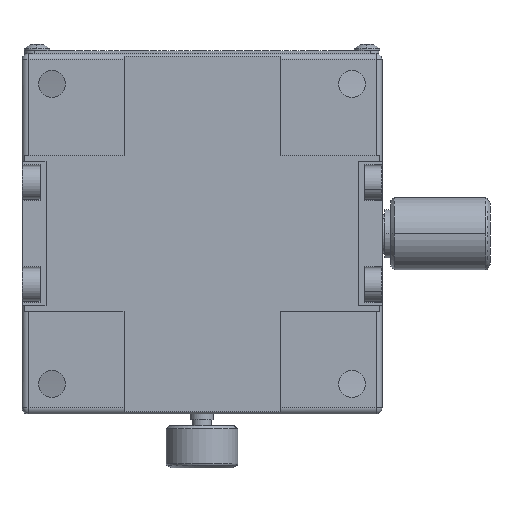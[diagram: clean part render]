
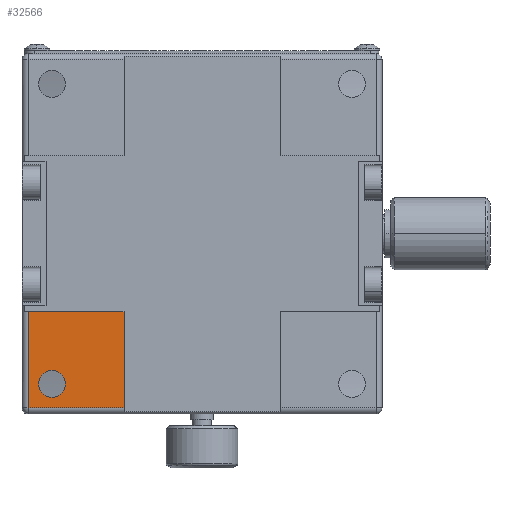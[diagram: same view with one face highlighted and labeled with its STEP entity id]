
A CAD part, front view. The second image highlights one B-rep face of the part: STEP entity #32566.
In plain terms, the highlighted planar face has unit normal (0, -1, 0).
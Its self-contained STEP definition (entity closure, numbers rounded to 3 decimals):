
#470 = VERTEX_POINT ( 'NONE', #33620 ) ;
#974 = EDGE_CURVE ( 'NONE', #2927, #18679, #32483, .T. ) ;
#1543 = ORIENTED_EDGE ( 'NONE', *, *, #11315, .T. ) ;
#2357 = VECTOR ( 'NONE', #27933, 1000. ) ;
#2927 = VERTEX_POINT ( 'NONE', #15224 ) ;
#3412 = DIRECTION ( 'NONE',  ( 1., 0., 0. ) ) ;
#3761 = EDGE_LOOP ( 'NONE', ( #6085, #21573 ) ) ;
#6085 = ORIENTED_EDGE ( 'NONE', *, *, #974, .T. ) ;
#7161 = PLANE ( 'NONE',  #25563 ) ;
#8317 = EDGE_LOOP ( 'NONE', ( #35848, #1543, #15947, #33347 ) ) ;
#9079 = EDGE_CURVE ( 'NONE', #28664, #470, #11148, .T. ) ;
#9253 = LINE ( 'NONE', #25510, #31878 ) ;
#11012 = CARTESIAN_POINT ( 'NONE',  ( -24.797, -25.392, -27.25 ) ) ;
#11148 = LINE ( 'NONE', #16537, #2357 ) ;
#11315 = EDGE_CURVE ( 'NONE', #470, #13659, #31775, .T. ) ;
#12771 = DIRECTION ( 'NONE',  ( 1., 0., 0. ) ) ;
#12784 = CARTESIAN_POINT ( 'NONE',  ( -12.797, -25.392, -30. ) ) ;
#13254 = AXIS2_PLACEMENT_3D ( 'NONE', #16866, #28811, #25459 ) ;
#13659 = VERTEX_POINT ( 'NONE', #25748 ) ;
#14374 = EDGE_CURVE ( 'NONE', #18679, #2927, #15051, .T. ) ;
#15051 = CIRCLE ( 'NONE', #13254, 2.25 ) ;
#15224 = CARTESIAN_POINT ( 'NONE',  ( -24.797, -25.392, -22.75 ) ) ;
#15562 = FACE_OUTER_BOUND ( 'NONE', #8317, .T. ) ;
#15947 = ORIENTED_EDGE ( 'NONE', *, *, #29184, .T. ) ;
#16042 = DIRECTION ( 'NONE',  ( 0., 0., 1. ) ) ;
#16371 = AXIS2_PLACEMENT_3D ( 'NONE', #27802, #33202, #16042 ) ;
#16537 = CARTESIAN_POINT ( 'NONE',  ( -28.797, -25.392, 30. ) ) ;
#16866 = CARTESIAN_POINT ( 'NONE',  ( -24.797, -25.392, -25. ) ) ;
#17581 = CARTESIAN_POINT ( 'NONE',  ( -29.797, -25.392, -29. ) ) ;
#18679 = VERTEX_POINT ( 'NONE', #11012 ) ;
#21573 = ORIENTED_EDGE ( 'NONE', *, *, #14374, .T. ) ;
#21786 = CARTESIAN_POINT ( 'NONE',  ( -28.797, -25.392, -13. ) ) ;
#23069 = DIRECTION ( 'NONE',  ( -1., 0., 0. ) ) ;
#23696 = EDGE_CURVE ( 'NONE', #26934, #28664, #9253, .T. ) ;
#24669 = CARTESIAN_POINT ( 'NONE',  ( -29.797, -25.392, 30. ) ) ;
#25459 = DIRECTION ( 'NONE',  ( 0., 0., 1. ) ) ;
#25510 = CARTESIAN_POINT ( 'NONE',  ( 30.203, -25.392, -13. ) ) ;
#25563 = AXIS2_PLACEMENT_3D ( 'NONE', #24669, #26954, #12771 ) ;
#25748 = CARTESIAN_POINT ( 'NONE',  ( -12.797, -25.392, -29. ) ) ;
#25994 = CARTESIAN_POINT ( 'NONE',  ( -12.797, -25.392, -13. ) ) ;
#26934 = VERTEX_POINT ( 'NONE', #25994 ) ;
#26954 = DIRECTION ( 'NONE',  ( 0., 1., 0. ) ) ;
#27338 = VECTOR ( 'NONE', #3412, 1000. ) ;
#27802 = CARTESIAN_POINT ( 'NONE',  ( -24.797, -25.392, -25. ) ) ;
#27933 = DIRECTION ( 'NONE',  ( 0., 0., -1. ) ) ;
#28664 = VERTEX_POINT ( 'NONE', #21786 ) ;
#28811 = DIRECTION ( 'NONE',  ( 0., 1., 0. ) ) ;
#29184 = EDGE_CURVE ( 'NONE', #13659, #26934, #32376, .T. ) ;
#29576 = DIRECTION ( 'NONE',  ( 0., 0., 1. ) ) ;
#31775 = LINE ( 'NONE', #17581, #27338 ) ;
#31878 = VECTOR ( 'NONE', #23069, 1000. ) ;
#32376 = LINE ( 'NONE', #12784, #36400 ) ;
#32483 = CIRCLE ( 'NONE', #16371, 2.25 ) ;
#32566 = ADVANCED_FACE ( 'NONE', ( #35699, #15562 ), #7161, .F. ) ;
#33202 = DIRECTION ( 'NONE',  ( 0., 1., 0. ) ) ;
#33347 = ORIENTED_EDGE ( 'NONE', *, *, #23696, .T. ) ;
#33620 = CARTESIAN_POINT ( 'NONE',  ( -28.797, -25.392, -29. ) ) ;
#35699 = FACE_BOUND ( 'NONE', #3761, .T. ) ;
#35848 = ORIENTED_EDGE ( 'NONE', *, *, #9079, .T. ) ;
#36400 = VECTOR ( 'NONE', #29576, 1000. ) ;
